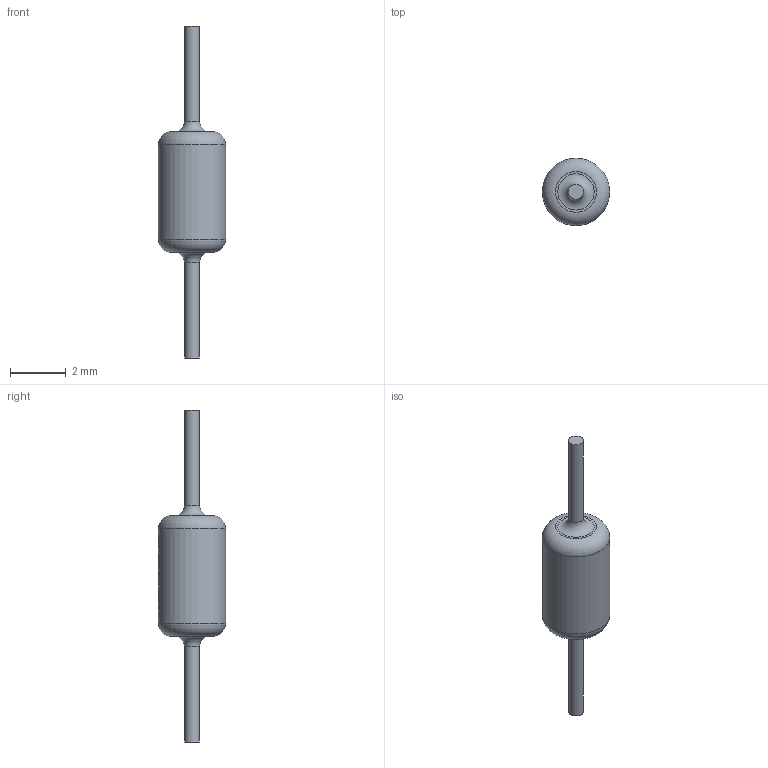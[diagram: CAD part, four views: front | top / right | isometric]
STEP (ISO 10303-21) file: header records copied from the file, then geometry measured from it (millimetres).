
FILE_DESCRIPTION(/* description */ (''),/* implementation_level */ '2;1');
FILE_NAME(/* name */ 'C410C270K1G5TA7200.step',/* time_stamp */ '2024-01-30T17:14:45-05:00',/* author */ (''),/* organization */ (''),/* preprocessor_version */ 'ST-DEVELOPER v19.2',/* originating_system */ 'Autodesk Translation Framework v12.6.0.85',/* authorisation */ '');
FILE_SCHEMA (('AUTOMOTIVE_DESIGN { 1 0 10303 214 3 1 1 }'));
Length unit declared in the file: millimetre
Products named in the file (1): (Unsaved)
Bounding box: 2.41 x 2.41 x 11.88 mm (x, y, z)
Volume: 20.9 mm3; surface area: 51 mm2
Topology: 1 solids, 1 shells, 67 faces, 178 edges, 118 vertices
Faces by surface type: plane 29, bspline 28, cylinder 6, torus 4
Full cylindrical faces by diameter (mm): 0.535 x2, 2.41 x1
Entity records: 2479 total; most frequent: CARTESIAN_POINT 842, ORIENTED_EDGE 356, DIRECTION 241, EDGE_CURVE 178, VERTEX_POINT 118, LINE 101, VECTOR 101, EDGE_LOOP 72
